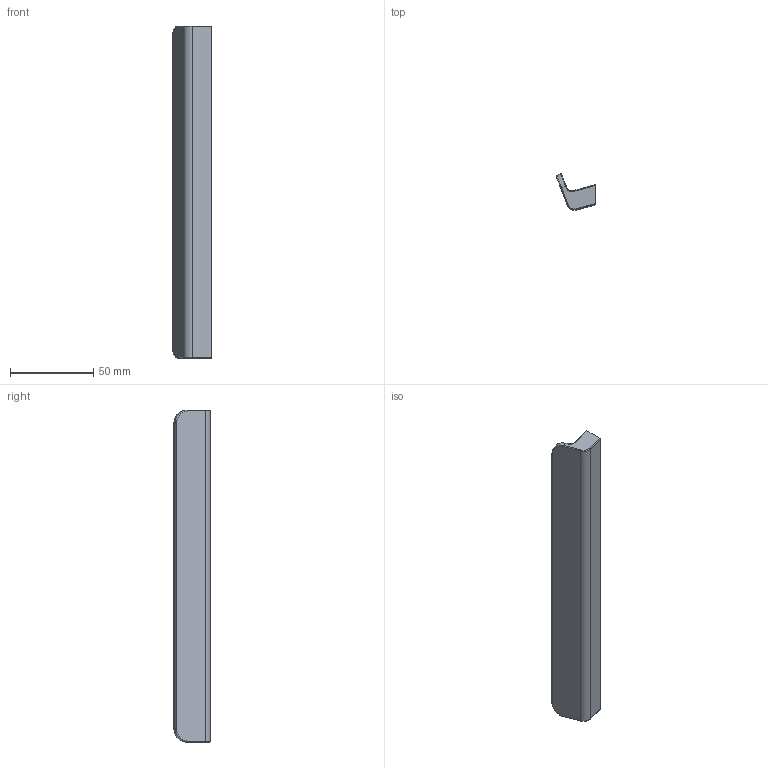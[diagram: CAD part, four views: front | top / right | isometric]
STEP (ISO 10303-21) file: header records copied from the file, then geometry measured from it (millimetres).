
FILE_DESCRIPTION(/* description */ (''),/* implementation_level */ '2;1');
FILE_NAME(/* name */ '0613_160_00.stp',/* time_stamp */ '2023-01-03T09:20:20+01:00',/* author */ ('jferrer'),/* organization */ (''),/* preprocessor_version */ 'ST-DEVELOPER v18.1',/* originating_system */ 'Autodesk Inventor 2022',/* authorisation */ '');
FILE_SCHEMA (('CONFIG_CONTROL_DESIGN'));
Length unit declared in the file: millimetre
Products named in the file (1): 0613_160_00
Bounding box: 23.85 x 21.84 x 200 mm (x, y, z)
Volume: 49589.6 mm3; surface area: 16898.9 mm2
Topology: 1 solids, 1 shells, 34 faces, 74 edges, 44 vertices
Faces by surface type: cylinder 16, plane 10, torus 8
Full cylindrical faces by diameter (mm): 6 x2
Entity records: 1012 total; most frequent: DIRECTION 184, CARTESIAN_POINT 153, ORIENTED_EDGE 148, AXIS2_PLACEMENT_3D 75, EDGE_CURVE 74, VERTEX_POINT 44, EDGE_LOOP 36, CIRCLE 36
